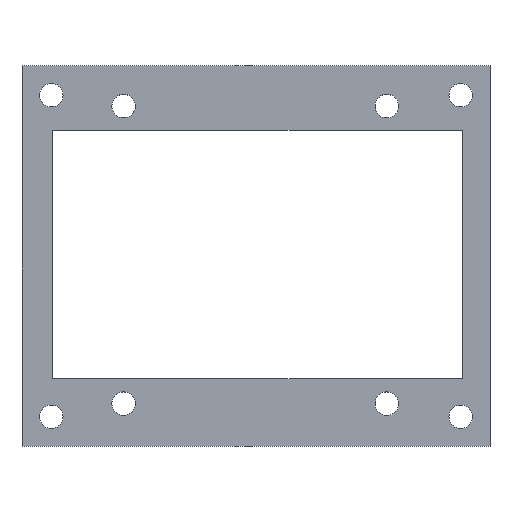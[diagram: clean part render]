
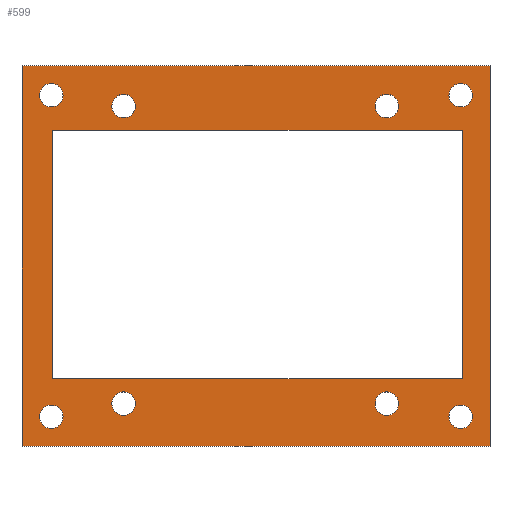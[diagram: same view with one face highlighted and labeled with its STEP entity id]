
A CAD part, top view. The second image highlights one B-rep face of the part: STEP entity #599.
In plain terms, the highlighted planar face has unit normal (0, 0, 1).
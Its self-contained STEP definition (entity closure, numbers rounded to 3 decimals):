
#52 = VERTEX_POINT('',#53);
#53 = CARTESIAN_POINT('',(57.785,41.275,1.57));
#59 = EDGE_CURVE('',#52,#60,#62,.T.);
#60 = VERTEX_POINT('',#61);
#61 = CARTESIAN_POINT('',(139.065,41.275,1.57));
#62 = LINE('',#63,#64);
#63 = CARTESIAN_POINT('',(57.785,41.275,1.57));
#64 = VECTOR('',#65,1.);
#65 = DIRECTION('',(1.,0.,0.));
#90 = EDGE_CURVE('',#60,#91,#93,.T.);
#91 = VERTEX_POINT('',#92);
#92 = CARTESIAN_POINT('',(139.065,107.315,1.57));
#93 = LINE('',#94,#95);
#94 = CARTESIAN_POINT('',(139.065,41.275,1.57));
#95 = VECTOR('',#96,1.);
#96 = DIRECTION('',(0.,1.,0.));
#121 = EDGE_CURVE('',#91,#122,#124,.T.);
#122 = VERTEX_POINT('',#123);
#123 = CARTESIAN_POINT('',(57.785,107.315,1.57));
#124 = LINE('',#125,#126);
#125 = CARTESIAN_POINT('',(139.065,107.315,1.57));
#126 = VECTOR('',#127,1.);
#127 = DIRECTION('',(-1.,0.,0.));
#152 = EDGE_CURVE('',#122,#52,#153,.T.);
#153 = LINE('',#154,#155);
#154 = CARTESIAN_POINT('',(57.785,107.315,1.57));
#155 = VECTOR('',#156,1.);
#156 = DIRECTION('',(0.,-1.,0.));
#176 = VERTEX_POINT('',#177);
#177 = CARTESIAN_POINT('',(64.915,46.355,1.57));
#183 = EDGE_CURVE('',#176,#176,#184,.T.);
#184 = CIRCLE('',#185,2.05);
#185 = AXIS2_PLACEMENT_3D('',#186,#187,#188);
#186 = CARTESIAN_POINT('',(62.865,46.355,1.57));
#187 = DIRECTION('',(0.,0.,1.));
#188 = DIRECTION('',(1.,0.,0.));
#209 = VERTEX_POINT('',#210);
#210 = CARTESIAN_POINT('',(63.119,96.139,1.57));
#216 = EDGE_CURVE('',#209,#217,#219,.T.);
#217 = VERTEX_POINT('',#218);
#218 = CARTESIAN_POINT('',(63.119,52.959,1.57));
#219 = LINE('',#220,#221);
#220 = CARTESIAN_POINT('',(63.119,96.139,1.57));
#221 = VECTOR('',#222,1.);
#222 = DIRECTION('',(0.,-1.,0.));
#247 = EDGE_CURVE('',#217,#248,#250,.T.);
#248 = VERTEX_POINT('',#249);
#249 = CARTESIAN_POINT('',(134.239,52.959,1.57));
#250 = LINE('',#251,#252);
#251 = CARTESIAN_POINT('',(63.119,52.959,1.57));
#252 = VECTOR('',#253,1.);
#253 = DIRECTION('',(1.,0.,0.));
#278 = EDGE_CURVE('',#248,#279,#281,.T.);
#279 = VERTEX_POINT('',#280);
#280 = CARTESIAN_POINT('',(134.239,96.139,1.57));
#281 = LINE('',#282,#283);
#282 = CARTESIAN_POINT('',(134.239,52.959,1.57));
#283 = VECTOR('',#284,1.);
#284 = DIRECTION('',(0.,1.,0.));
#309 = EDGE_CURVE('',#279,#209,#310,.T.);
#310 = LINE('',#311,#312);
#311 = CARTESIAN_POINT('',(134.239,96.139,1.57));
#312 = VECTOR('',#313,1.);
#313 = DIRECTION('',(-1.,0.,0.));
#333 = VERTEX_POINT('',#334);
#334 = CARTESIAN_POINT('',(64.915,102.235,1.57));
#340 = EDGE_CURVE('',#333,#333,#341,.T.);
#341 = CIRCLE('',#342,2.05);
#342 = AXIS2_PLACEMENT_3D('',#343,#344,#345);
#343 = CARTESIAN_POINT('',(62.865,102.235,1.57));
#344 = DIRECTION('',(0.,0.,1.));
#345 = DIRECTION('',(1.,0.,0.));
#366 = VERTEX_POINT('',#367);
#367 = CARTESIAN_POINT('',(77.488,100.33,1.57));
#373 = EDGE_CURVE('',#366,#366,#374,.T.);
#374 = CIRCLE('',#375,2.05);
#375 = AXIS2_PLACEMENT_3D('',#376,#377,#378);
#376 = CARTESIAN_POINT('',(75.438,100.33,1.57));
#377 = DIRECTION('',(0.,0.,1.));
#378 = DIRECTION('',(1.,0.,0.));
#399 = VERTEX_POINT('',#400);
#400 = CARTESIAN_POINT('',(123.208,48.641,1.57));
#406 = EDGE_CURVE('',#399,#399,#407,.T.);
#407 = CIRCLE('',#408,2.05);
#408 = AXIS2_PLACEMENT_3D('',#409,#410,#411);
#409 = CARTESIAN_POINT('',(121.158,48.641,1.57));
#410 = DIRECTION('',(0.,0.,1.));
#411 = DIRECTION('',(1.,0.,0.));
#432 = VERTEX_POINT('',#433);
#433 = CARTESIAN_POINT('',(136.035,46.355,1.57));
#439 = EDGE_CURVE('',#432,#432,#440,.T.);
#440 = CIRCLE('',#441,2.05);
#441 = AXIS2_PLACEMENT_3D('',#442,#443,#444);
#442 = CARTESIAN_POINT('',(133.985,46.355,1.57));
#443 = DIRECTION('',(0.,0.,1.));
#444 = DIRECTION('',(1.,0.,0.));
#465 = VERTEX_POINT('',#466);
#466 = CARTESIAN_POINT('',(77.488,48.641,1.57));
#472 = EDGE_CURVE('',#465,#465,#473,.T.);
#473 = CIRCLE('',#474,2.05);
#474 = AXIS2_PLACEMENT_3D('',#475,#476,#477);
#475 = CARTESIAN_POINT('',(75.438,48.641,1.57));
#476 = DIRECTION('',(0.,0.,1.));
#477 = DIRECTION('',(1.,0.,0.));
#498 = VERTEX_POINT('',#499);
#499 = CARTESIAN_POINT('',(123.208,100.33,1.57));
#505 = EDGE_CURVE('',#498,#498,#506,.T.);
#506 = CIRCLE('',#507,2.05);
#507 = AXIS2_PLACEMENT_3D('',#508,#509,#510);
#508 = CARTESIAN_POINT('',(121.158,100.33,1.57));
#509 = DIRECTION('',(0.,0.,1.));
#510 = DIRECTION('',(1.,0.,0.));
#531 = VERTEX_POINT('',#532);
#532 = CARTESIAN_POINT('',(136.035,102.235,1.57));
#538 = EDGE_CURVE('',#531,#531,#539,.T.);
#539 = CIRCLE('',#540,2.05);
#540 = AXIS2_PLACEMENT_3D('',#541,#542,#543);
#541 = CARTESIAN_POINT('',(133.985,102.235,1.57));
#542 = DIRECTION('',(0.,0.,1.));
#543 = DIRECTION('',(1.,0.,0.));
#599 = ADVANCED_FACE('',(#600,#606,#609,#615,#618,#621,#624,#627,#630,
    #633),#636,.F.);
#600 = FACE_BOUND('',#601,.T.);
#601 = EDGE_LOOP('',(#602,#603,#604,#605));
#602 = ORIENTED_EDGE('',*,*,#59,.T.);
#603 = ORIENTED_EDGE('',*,*,#90,.T.);
#604 = ORIENTED_EDGE('',*,*,#121,.T.);
#605 = ORIENTED_EDGE('',*,*,#152,.T.);
#606 = FACE_BOUND('',#607,.F.);
#607 = EDGE_LOOP('',(#608));
#608 = ORIENTED_EDGE('',*,*,#183,.T.);
#609 = FACE_BOUND('',#610,.F.);
#610 = EDGE_LOOP('',(#611,#612,#613,#614));
#611 = ORIENTED_EDGE('',*,*,#216,.T.);
#612 = ORIENTED_EDGE('',*,*,#247,.T.);
#613 = ORIENTED_EDGE('',*,*,#278,.T.);
#614 = ORIENTED_EDGE('',*,*,#309,.T.);
#615 = FACE_BOUND('',#616,.F.);
#616 = EDGE_LOOP('',(#617));
#617 = ORIENTED_EDGE('',*,*,#340,.T.);
#618 = FACE_BOUND('',#619,.F.);
#619 = EDGE_LOOP('',(#620));
#620 = ORIENTED_EDGE('',*,*,#373,.T.);
#621 = FACE_BOUND('',#622,.F.);
#622 = EDGE_LOOP('',(#623));
#623 = ORIENTED_EDGE('',*,*,#406,.T.);
#624 = FACE_BOUND('',#625,.F.);
#625 = EDGE_LOOP('',(#626));
#626 = ORIENTED_EDGE('',*,*,#439,.T.);
#627 = FACE_BOUND('',#628,.F.);
#628 = EDGE_LOOP('',(#629));
#629 = ORIENTED_EDGE('',*,*,#472,.T.);
#630 = FACE_BOUND('',#631,.F.);
#631 = EDGE_LOOP('',(#632));
#632 = ORIENTED_EDGE('',*,*,#505,.T.);
#633 = FACE_BOUND('',#634,.F.);
#634 = EDGE_LOOP('',(#635));
#635 = ORIENTED_EDGE('',*,*,#538,.T.);
#636 = PLANE('',#637);
#637 = AXIS2_PLACEMENT_3D('',#638,#639,#640);
#638 = CARTESIAN_POINT('',(57.785,41.275,1.57));
#639 = DIRECTION('',(0.,0.,-1.));
#640 = DIRECTION('',(-1.,0.,0.));
